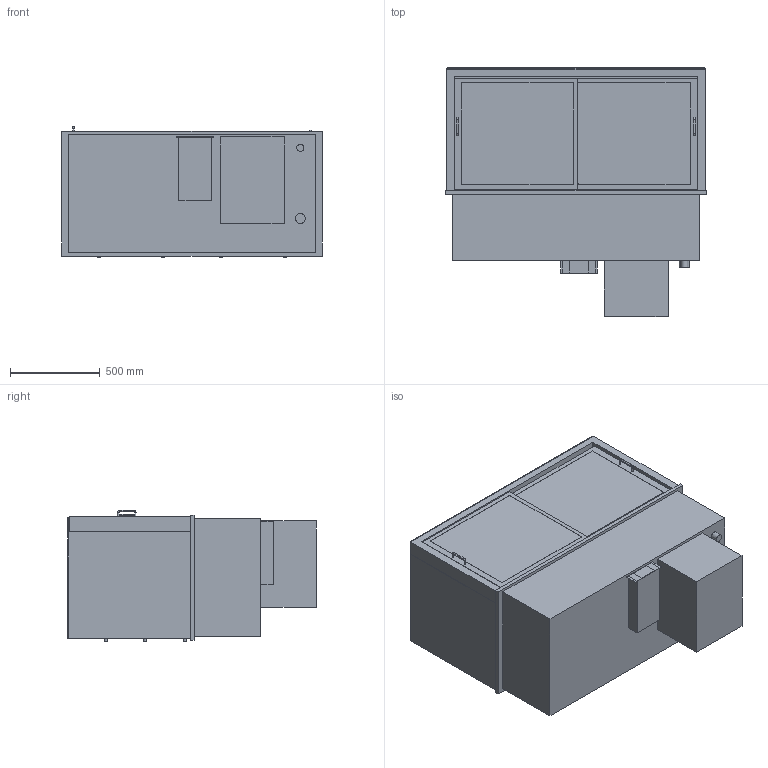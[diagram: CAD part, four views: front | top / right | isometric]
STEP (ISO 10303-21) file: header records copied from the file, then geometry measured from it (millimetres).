
FILE_DESCRIPTION(/* description */ ('vereinfachtes Modell'),/* implementation_level */ '2;1');
FILE_NAME(/* name */ '3D-AKE-00007747.stp',/* time_stamp */ '2025-01-16T11:23:49+01:00',/* author */ ('marina.schachner'),/* organization */ (''),/* preprocessor_version */ 'ST-DEVELOPER v20',/* originating_system */ 'Autodesk Inventor 2024',/* authorisation */ '');
FILE_SCHEMA (('AUTOMOTIVE_DESIGN { 1 0 10303 214 3 1 1 }'));
Length unit declared in the file: millimetre
Products named in the file (1): 3D-AKE-00007747
Bounding box: 1450 x 1384 x 730.99 mm (x, y, z)
Volume: 217049305.7 mm3; surface area: 22212558.3 mm2
Topology: 69 solids, 69 shells, 517 faces, 1128 edges, 752 vertices
Faces by surface type: plane 429, cylinder 72, cone 12, torus 4
Full cylindrical faces by diameter (mm): 8 x6, 15 x12, 40 x1, 55 x1
Entity records: 13994 total; most frequent: CARTESIAN_POINT 2398, DIRECTION 2344, ORIENTED_EDGE 2256, EDGE_CURVE 1128, LINE 948, VECTOR 948, VERTEX_POINT 752, AXIS2_PLACEMENT_3D 698
